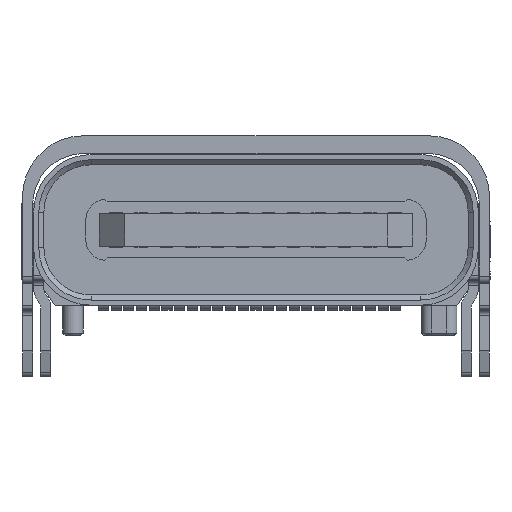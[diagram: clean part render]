
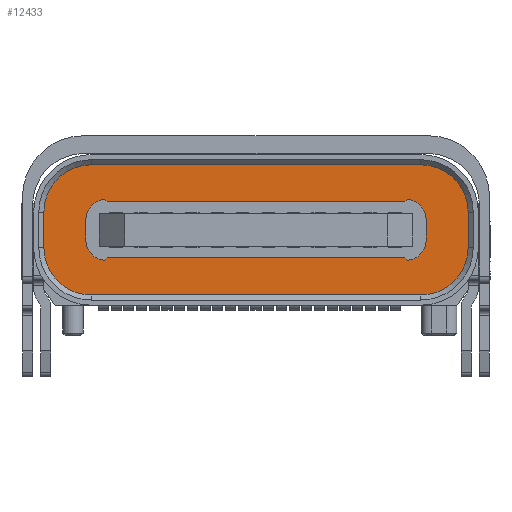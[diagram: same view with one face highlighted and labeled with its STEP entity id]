
A CAD part, front view. The second image highlights one B-rep face of the part: STEP entity #12433.
In plain terms, the highlighted planar face has unit normal (0, -1, 0).
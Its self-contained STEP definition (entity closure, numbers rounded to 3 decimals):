
#350=FACE_BOUND('',#2024,.T.);
#510=PLANE('',#13624);
#1277=FACE_OUTER_BOUND('',#2023,.T.);
#2023=EDGE_LOOP('',(#10111,#10112,#10113,#10114,#10115,#10116,#10117,#10118));
#2024=EDGE_LOOP('',(#10119,#10120,#10121,#10122,#10123,#10124,#10125,#10126,
#10127,#10128,#10129,#10130));
#2976=LINE('',#18875,#4375);
#2997=LINE('',#18921,#4396);
#3002=LINE('',#18935,#4401);
#3006=LINE('',#18947,#4405);
#3009=LINE('',#18953,#4408);
#3012=LINE('',#18959,#4411);
#3016=LINE('',#18971,#4415);
#3020=LINE('',#18983,#4419);
#3023=LINE('',#18988,#4422);
#3027=LINE('',#18998,#4426);
#3029=LINE('',#19005,#4428);
#3032=LINE('',#19012,#4431);
#4375=VECTOR('',#15518,10.);
#4396=VECTOR('',#15559,10.);
#4401=VECTOR('',#15572,10.);
#4405=VECTOR('',#15584,10.);
#4408=VECTOR('',#15589,10.);
#4411=VECTOR('',#15594,10.);
#4415=VECTOR('',#15606,10.);
#4419=VECTOR('',#15618,10.);
#4422=VECTOR('',#15623,10.);
#4426=VECTOR('',#15635,10.);
#4428=VECTOR('',#15643,10.);
#4431=VECTOR('',#15652,10.);
#5506=CIRCLE('',#13586,0.93);
#5507=CIRCLE('',#13596,0.4);
#5509=CIRCLE('',#13600,0.4);
#5511=CIRCLE('',#13606,0.4);
#5513=CIRCLE('',#13610,0.4);
#5515=CIRCLE('',#13616,0.93);
#5516=CIRCLE('',#13619,0.93);
#5517=CIRCLE('',#13622,0.93);
#6051=VERTEX_POINT('',#18872);
#6052=VERTEX_POINT('',#18874);
#6053=VERTEX_POINT('',#18878);
#6066=VERTEX_POINT('',#18919);
#6067=VERTEX_POINT('',#18920);
#6070=VERTEX_POINT('',#18928);
#6072=VERTEX_POINT('',#18934);
#6074=VERTEX_POINT('',#18940);
#6076=VERTEX_POINT('',#18946);
#6078=VERTEX_POINT('',#18952);
#6080=VERTEX_POINT('',#18958);
#6082=VERTEX_POINT('',#18964);
#6084=VERTEX_POINT('',#18970);
#6086=VERTEX_POINT('',#18976);
#6088=VERTEX_POINT('',#18982);
#6090=VERTEX_POINT('',#18992);
#6091=VERTEX_POINT('',#18994);
#6092=VERTEX_POINT('',#19000);
#6093=VERTEX_POINT('',#19004);
#6094=VERTEX_POINT('',#19008);
#7484=EDGE_CURVE('',#6052,#6051,#2976,.T.);
#7487=EDGE_CURVE('',#6051,#6053,#5506,.T.);
#7506=EDGE_CURVE('',#6066,#6067,#2997,.T.);
#7510=EDGE_CURVE('',#6067,#6070,#5507,.T.);
#7513=EDGE_CURVE('',#6070,#6072,#3002,.T.);
#7516=EDGE_CURVE('',#6072,#6074,#5509,.T.);
#7519=EDGE_CURVE('',#6074,#6076,#3006,.T.);
#7522=EDGE_CURVE('',#6076,#6078,#3009,.T.);
#7525=EDGE_CURVE('',#6078,#6080,#3012,.T.);
#7528=EDGE_CURVE('',#6080,#6082,#5511,.T.);
#7531=EDGE_CURVE('',#6082,#6084,#3016,.T.);
#7534=EDGE_CURVE('',#6084,#6086,#5513,.T.);
#7537=EDGE_CURVE('',#6086,#6088,#3020,.T.);
#7540=EDGE_CURVE('',#6088,#6066,#3023,.T.);
#7543=EDGE_CURVE('',#6091,#6090,#5515,.T.);
#7545=EDGE_CURVE('',#6053,#6091,#3027,.T.);
#7546=EDGE_CURVE('',#6092,#6052,#5516,.T.);
#7548=EDGE_CURVE('',#6093,#6092,#3029,.T.);
#7550=EDGE_CURVE('',#6094,#6093,#5517,.T.);
#7552=EDGE_CURVE('',#6090,#6094,#3032,.T.);
#10111=ORIENTED_EDGE('',*,*,#7552,.T.);
#10112=ORIENTED_EDGE('',*,*,#7550,.T.);
#10113=ORIENTED_EDGE('',*,*,#7548,.T.);
#10114=ORIENTED_EDGE('',*,*,#7546,.T.);
#10115=ORIENTED_EDGE('',*,*,#7484,.T.);
#10116=ORIENTED_EDGE('',*,*,#7487,.T.);
#10117=ORIENTED_EDGE('',*,*,#7545,.T.);
#10118=ORIENTED_EDGE('',*,*,#7543,.T.);
#10119=ORIENTED_EDGE('',*,*,#7506,.T.);
#10120=ORIENTED_EDGE('',*,*,#7510,.T.);
#10121=ORIENTED_EDGE('',*,*,#7513,.T.);
#10122=ORIENTED_EDGE('',*,*,#7516,.T.);
#10123=ORIENTED_EDGE('',*,*,#7519,.T.);
#10124=ORIENTED_EDGE('',*,*,#7522,.T.);
#10125=ORIENTED_EDGE('',*,*,#7525,.T.);
#10126=ORIENTED_EDGE('',*,*,#7528,.T.);
#10127=ORIENTED_EDGE('',*,*,#7531,.T.);
#10128=ORIENTED_EDGE('',*,*,#7534,.T.);
#10129=ORIENTED_EDGE('',*,*,#7537,.T.);
#10130=ORIENTED_EDGE('',*,*,#7540,.T.);
#12433=ADVANCED_FACE('',(#1277,#350),#510,.T.);
#13586=AXIS2_PLACEMENT_3D('',#18880,#15523,#15524);
#13596=AXIS2_PLACEMENT_3D('',#18929,#15565,#15566);
#13600=AXIS2_PLACEMENT_3D('',#18941,#15577,#15578);
#13606=AXIS2_PLACEMENT_3D('',#18965,#15599,#15600);
#13610=AXIS2_PLACEMENT_3D('',#18977,#15611,#15612);
#13616=AXIS2_PLACEMENT_3D('',#18995,#15630,#15631);
#13619=AXIS2_PLACEMENT_3D('',#19001,#15638,#15639);
#13622=AXIS2_PLACEMENT_3D('',#19009,#15647,#15648);
#13624=AXIS2_PLACEMENT_3D('',#19013,#15653,#15654);
#15518=DIRECTION('',(1.,0.,0.));
#15523=DIRECTION('center_axis',(0.,-1.,0.));
#15524=DIRECTION('ref_axis',(0.,0.,
-1.));
#15559=DIRECTION('',(0.737,0.,0.676));
#15565=DIRECTION('center_axis',(0.,1.,0.));
#15566=DIRECTION('ref_axis',(1.,0.,0.));
#15572=DIRECTION('',(0.,0.,-1.));
#15577=DIRECTION('center_axis',(0.,1.,0.));
#15578=DIRECTION('ref_axis',(0.086,0.,-0.996));
#15584=DIRECTION('',(-0.737,0.,0.676));
#15589=DIRECTION('',(-1.,0.,0.));
#15594=DIRECTION('',(-0.737,0.,-0.676));
#15599=DIRECTION('center_axis',(0.,1.,0.));
#15600=DIRECTION('ref_axis',(-1.,0.,0.));
#15606=DIRECTION('',(0.,0.,1.));
#15611=DIRECTION('center_axis',(0.,1.,0.));
#15612=DIRECTION('ref_axis',(-0.086,0.,
0.996));
#15618=DIRECTION('',(0.737,0.,-0.676));
#15623=DIRECTION('',(1.,0.,0.));
#15630=DIRECTION('center_axis',(0.,-1.,0.));
#15631=DIRECTION('ref_axis',(1.,0.,0.));
#15635=DIRECTION('',(0.,0.,1.));
#15638=DIRECTION('center_axis',(0.,-1.,0.));
#15639=DIRECTION('ref_axis',(-1.,0.,0.));
#15643=DIRECTION('',(0.,0.,-1.));
#15647=DIRECTION('center_axis',(0.,-1.,0.));
#15648=DIRECTION('ref_axis',(0.,0.,1.));
#15652=DIRECTION('',(-1.,0.,0.));
#15653=DIRECTION('center_axis',(0.,-1.,0.));
#15654=DIRECTION('ref_axis',(0.,0.,-1.));
#18872=CARTESIAN_POINT('',(3.24,0.925,0.3));
#18874=CARTESIAN_POINT('',(-3.24,0.925,0.3));
#18875=CARTESIAN_POINT('',(-3.24,0.925,0.3));
#18878=CARTESIAN_POINT('',(4.17,0.925,1.23));
#18880=CARTESIAN_POINT('Origin',(3.24,0.925,1.23));
#18919=CARTESIAN_POINT('',(2.925,0.925,2.129));
#18920=CARTESIAN_POINT('',(2.979,0.925,2.179));
#18921=CARTESIAN_POINT('',(2.022,0.925,1.3));
#18928=CARTESIAN_POINT('',(3.345,0.925,1.78));
#18929=CARTESIAN_POINT('Origin',(2.945,0.925,1.78));
#18934=CARTESIAN_POINT('',(3.345,0.925,1.38));
#18935=CARTESIAN_POINT('',(3.345,0.925,1.48));
#18940=CARTESIAN_POINT('',(2.979,0.925,0.981));
#18941=CARTESIAN_POINT('Origin',(2.945,0.925,1.38));
#18946=CARTESIAN_POINT('',(2.925,0.925,1.031));
#18947=CARTESIAN_POINT('',(1.994,0.925,1.885));
#18952=CARTESIAN_POINT('',(-2.925,0.925,1.031));
#18953=CARTESIAN_POINT('',(-1.463,0.925,1.031));
#18958=CARTESIAN_POINT('',(-2.979,0.925,0.981));
#18959=CARTESIAN_POINT('',(-2.022,0.925,1.86));
#18964=CARTESIAN_POINT('',(-3.345,0.925,1.38));
#18965=CARTESIAN_POINT('Origin',(-2.945,0.925,1.38));
#18970=CARTESIAN_POINT('',(-3.345,0.925,1.78));
#18971=CARTESIAN_POINT('',(-3.345,0.925,1.68));
#18976=CARTESIAN_POINT('',(-2.979,0.925,2.179));
#18977=CARTESIAN_POINT('Origin',(-2.945,0.925,1.78));
#18982=CARTESIAN_POINT('',(-2.925,0.925,2.129));
#18983=CARTESIAN_POINT('',(-1.994,0.925,1.275));
#18988=CARTESIAN_POINT('',(1.463,0.925,2.129));
#18992=CARTESIAN_POINT('',(3.24,0.925,2.86));
#18994=CARTESIAN_POINT('',(4.17,0.925,1.93));
#18995=CARTESIAN_POINT('Origin',(3.24,0.925,1.93));
#18998=CARTESIAN_POINT('',(4.17,0.925,1.23));
#19000=CARTESIAN_POINT('',(-4.17,0.925,1.23));
#19001=CARTESIAN_POINT('Origin',(-3.24,0.925,1.23));
#19004=CARTESIAN_POINT('',(-4.17,0.925,1.93));
#19005=CARTESIAN_POINT('',(-4.17,0.925,1.93));
#19008=CARTESIAN_POINT('',(-3.24,0.925,2.86));
#19009=CARTESIAN_POINT('Origin',(-3.24,0.925,1.93));
#19012=CARTESIAN_POINT('',(3.24,0.925,2.86));
#19013=CARTESIAN_POINT('Origin',(0.,0.925,
1.58));
